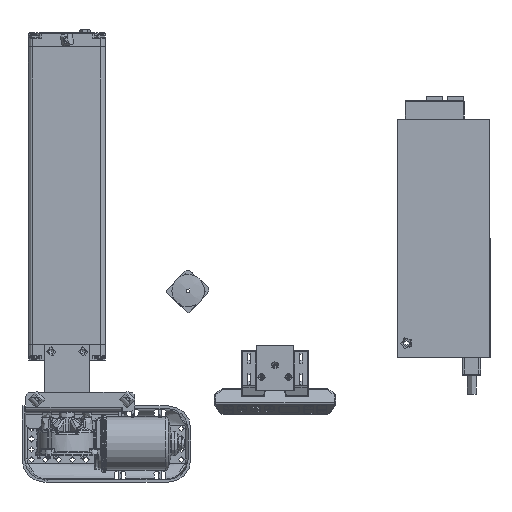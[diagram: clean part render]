
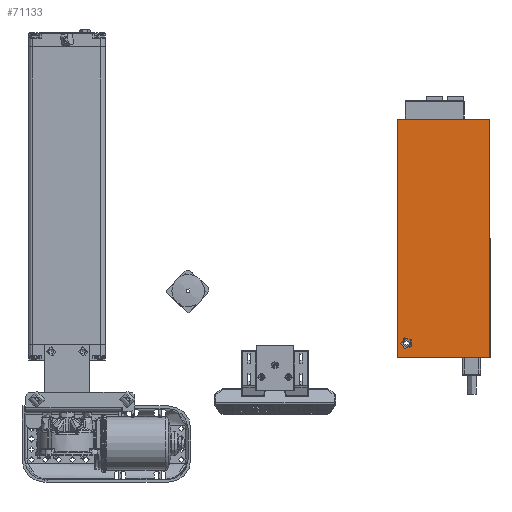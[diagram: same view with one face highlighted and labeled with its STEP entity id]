
A CAD part, top view. The second image highlights one B-rep face of the part: STEP entity #71133.
In plain terms, the highlighted planar face has unit normal (0, 0, 1).
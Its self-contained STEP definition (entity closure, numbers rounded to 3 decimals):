
#4732=FACE_BOUND('',#18137,.T.);
#8388=CIRCLE('',#78881,6.35);
#13721=FACE_OUTER_BOUND('',#18136,.T.);
#18136=EDGE_LOOP('',(#62788,#62789,#62790,#62791));
#18137=EDGE_LOOP('',(#62792));
#22230=LINE('',#239986,#26351);
#22245=LINE('',#240015,#26366);
#22247=LINE('',#240018,#26368);
#22249=LINE('',#240021,#26370);
#26351=VECTOR('',#97102,10.);
#26366=VECTOR('',#97129,10.);
#26368=VECTOR('',#97133,10.);
#26370=VECTOR('',#97137,10.);
#32535=VERTEX_POINT('',#239694);
#32617=VERTEX_POINT('',#239960);
#32622=VERTEX_POINT('',#239976);
#32627=VERTEX_POINT('',#239995);
#32630=VERTEX_POINT('',#240005);
#42538=EDGE_CURVE('',#32535,#32535,#8388,.T.);
#42681=EDGE_CURVE('',#32617,#32622,#22230,.T.);
#42696=EDGE_CURVE('',#32622,#32630,#22245,.T.);
#42698=EDGE_CURVE('',#32630,#32627,#22247,.T.);
#42700=EDGE_CURVE('',#32627,#32617,#22249,.T.);
#62788=ORIENTED_EDGE('',*,*,#42681,.F.);
#62789=ORIENTED_EDGE('',*,*,#42700,.F.);
#62790=ORIENTED_EDGE('',*,*,#42698,.F.);
#62791=ORIENTED_EDGE('',*,*,#42696,.F.);
#62792=ORIENTED_EDGE('',*,*,#42538,.T.);
#64155=PLANE('',#79003);
#71133=ADVANCED_FACE('',(#13721,#4732),#64155,.T.);
#78881=AXIS2_PLACEMENT_3D('',#239696,#96795,#96796);
#79003=AXIS2_PLACEMENT_3D('',#240048,#97163,#97164);
#96795=DIRECTION('center_axis',(0.,0.,-1.));
#96796=DIRECTION('ref_axis',(0.,1.,0.));
#97102=DIRECTION('',(0.,-1.,0.));
#97129=DIRECTION('',(-1.,0.,0.));
#97133=DIRECTION('',(0.,1.,0.));
#97137=DIRECTION('',(1.,0.,0.));
#97163=DIRECTION('center_axis',(0.,0.,1.));
#97164=DIRECTION('ref_axis',(1.,0.,0.));
#239694=CARTESIAN_POINT('',(115.5,-47.35,18.5));
#239696=CARTESIAN_POINT('Origin',(115.5,-41.,18.5));
#239960=CARTESIAN_POINT('',(131.25,50.75,18.5));
#239976=CARTESIAN_POINT('',(131.25,-50.75,18.5));
#239986=CARTESIAN_POINT('',(131.25,25.5,18.5));
#239995=CARTESIAN_POINT('',(-131.25,50.75,18.5));
#240005=CARTESIAN_POINT('',(-131.25,-50.75,18.5));
#240015=CARTESIAN_POINT('',(65.75,-50.75,18.5));
#240018=CARTESIAN_POINT('',(-131.25,-25.5,18.5));
#240021=CARTESIAN_POINT('',(-65.75,50.75,18.5));
#240048=CARTESIAN_POINT('Origin',(0.,0.,
18.5));
